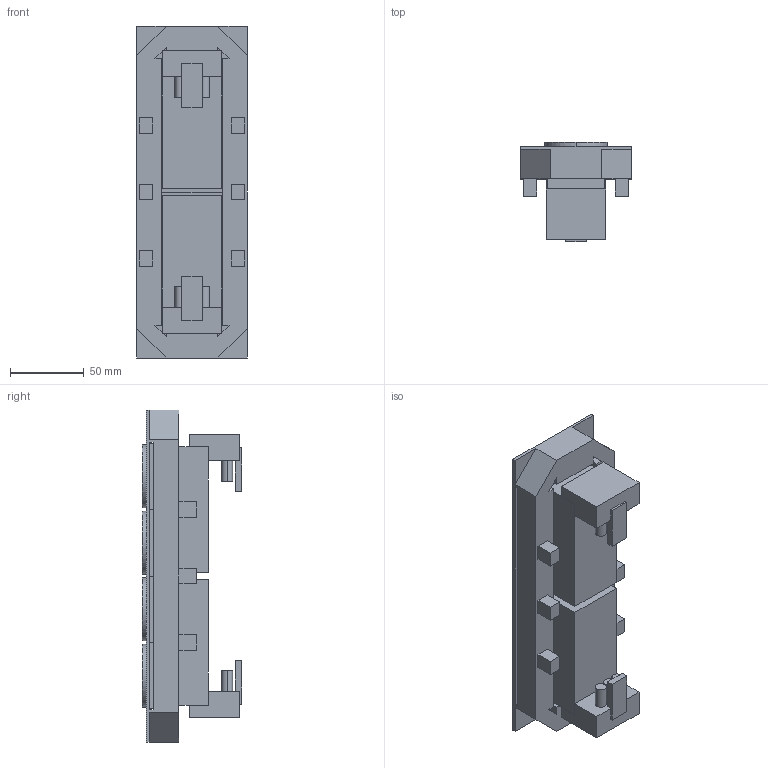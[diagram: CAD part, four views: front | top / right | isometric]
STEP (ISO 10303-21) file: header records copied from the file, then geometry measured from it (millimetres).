
FILE_DESCRIPTION((''),'2;1');
FILE_NAME('GTVR4WG31_ASM','2025-08-11T15:13:03',('goergem'),(''),'CREO PARAMETRIC BY PTC INC, 2022281','CREO PARAMETRIC BY PTC INC, 2022281','');
FILE_SCHEMA(('AUTOMOTIVE_DESIGN { 1 0 10303 214 1 1 1 1 }'));
Length unit declared in the file: millimetre
Products named in the file (10): GTVR400_1; SOCKEL-2-FACH-VEREINFACHT_8; ABDECKUNG-SIMPLIFIED_9; ESR2339010-VEREINFACHT_ASM_7_AF2_ASM; ESR2332004_1_AF0_ASM; ESR2339010-VEREINFACHT_ASM_7_AF3_ASM; ESR2332004_1_AF1_ASM; PRT0002; PRT0003; GTVR4WG31_ASM
Assembly tree (13 placements, depth 4):
  GTVR4WG31_ASM
    GTVR400_1
    ESR2332004_1_AF0_ASM
      ESR2339010-VEREINFACHT_ASM_7_AF2_ASM
        SOCKEL-2-FACH-VEREINFACHT_8
        ABDECKUNG-SIMPLIFIED_9  x2
    ESR2332004_1_AF1_ASM
      ESR2339010-VEREINFACHT_ASM_7_AF3_ASM
        SOCKEL-2-FACH-VEREINFACHT_8
        ABDECKUNG-SIMPLIFIED_9  x2
    PRT0002
    PRT0003
Bounding box: 75 x 67.42 x 225 mm (x, y, z)
Volume: 291313.2 mm3; surface area: 151931.5 mm2
Topology: 9 solids, 9 shells, 221 faces, 566 edges, 386 vertices
Faces by surface type: plane 169, cylinder 52
Entity records: 11552 total; most frequent: CARTESIAN_POINT 2914, DIRECTION 1214, POLYLINE 904, ORIENTED_EDGE 752, AXIS2_PLACEMENT_3D 399, EDGE_CURVE 376, PROPERTY_DEFINITION 371, VECTOR 369
